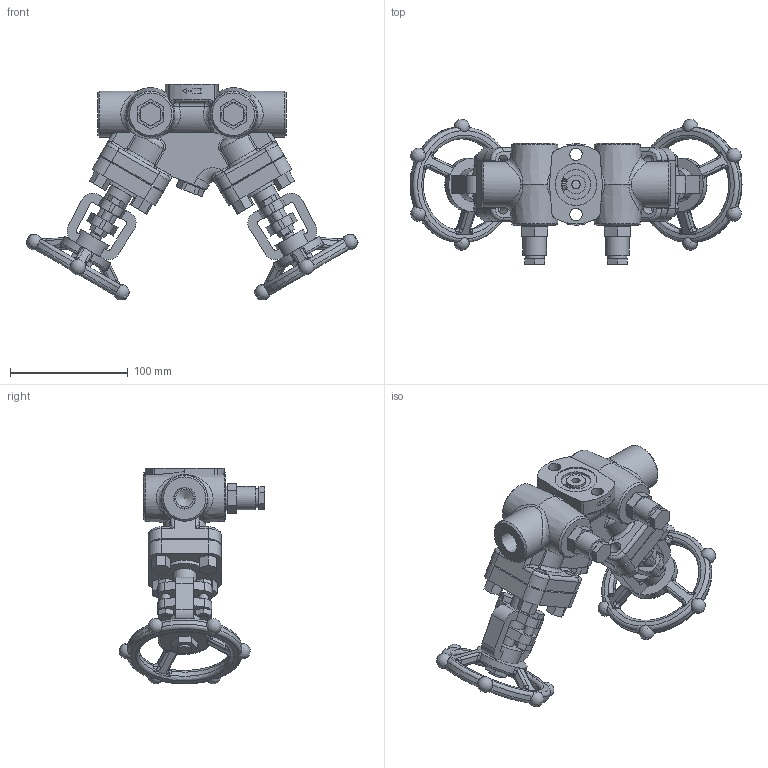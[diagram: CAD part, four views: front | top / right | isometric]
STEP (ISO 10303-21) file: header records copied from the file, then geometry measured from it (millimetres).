
FILE_DESCRIPTION(/* description */ (''),/* implementation_level */ '2;1');
FILE_NAME(/* name */ 'v2rb0-015-screw-00.stp',/* time_stamp */ '2018-04-19T09:09:40+09:00',/* author */ ('nakaot'),/* organization */ (''),/* preprocessor_version */ 'ST-DEVELOPER v15.6',/* originating_system */ 'Autodesk Inventor 2015',/* authorisation */ '');
FILE_SCHEMA (('CONFIG_CONTROL_DESIGN'));
Length unit declared in the file: millimetre
Products named in the file (1): v2rb0-015-screw-00
Bounding box: 281.46 x 123.51 x 182.91 mm (x, y, z)
Volume: 759840.6 mm3; surface area: 166625.5 mm2
Topology: 3 solids, 13 shells, 988 faces, 2595 edges, 1629 vertices
Faces by surface type: plane 357, cylinder 290, bspline 226, torus 66, cone 37, sphere 12
Full cylindrical faces by diameter (mm): 4 x2, 7 x3, 8 x9, 10 x12, 10.5 x2, 11.445 x10, 12 x2, 14.05 x2, 15 x2, 15.2 x1, 16 x5, 17.5 x2, 20 x4, 21 x5, 25 x1, 28 x2, 35.5 x1, 38 x2, 39 x2, 40 x4
Entity records: 38063 total; most frequent: CARTESIAN_POINT 15685, ORIENTED_EDGE 4798, DIRECTION 4191, EDGE_CURVE 2397, AXIS2_PLACEMENT_3D 1599, VERTEX_POINT 1577, EDGE_LOOP 1202, LINE 993
